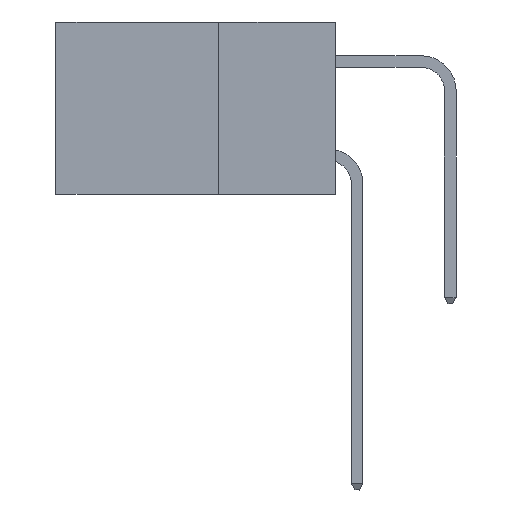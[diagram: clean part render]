
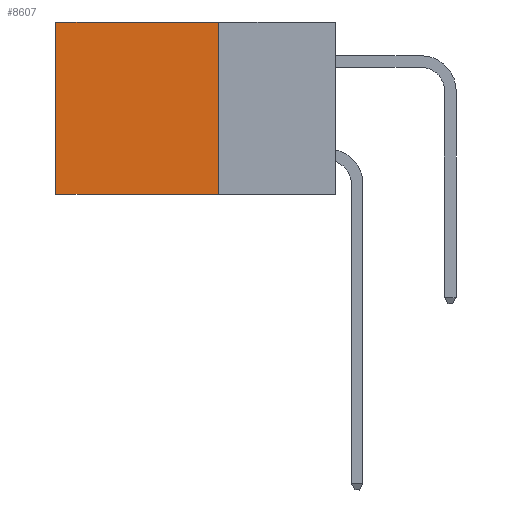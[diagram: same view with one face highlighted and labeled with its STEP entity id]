
A CAD part, left-side view. The second image highlights one B-rep face of the part: STEP entity #8607.
In plain terms, the highlighted planar face has unit normal (-1, 0, 0).
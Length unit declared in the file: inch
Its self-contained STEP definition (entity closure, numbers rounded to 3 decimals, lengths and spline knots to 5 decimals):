
#338 = ORIENTED_EDGE ( 'NONE', *, *, #7910, .T. ) ;
#579 = VERTEX_POINT ( 'NONE', #12351 ) ;
#2164 = CARTESIAN_POINT ( 'NONE',  ( 0.2875, 0.25, 0. ) ) ;
#2625 = EDGE_CURVE ( 'NONE', #7871, #12861, #4939, .T. ) ;
#3046 = AXIS2_PLACEMENT_3D ( 'NONE', #7319, #7255, #8301 ) ;
#3051 = VECTOR ( 'NONE', #3656, 39.37008 ) ;
#3197 = PLANE ( 'NONE',  #3046 ) ;
#3483 = CARTESIAN_POINT ( 'NONE',  ( 0.2875, 0.6, 0. ) ) ;
#3536 = ORIENTED_EDGE ( 'NONE', *, *, #7016, .F. ) ;
#3656 = DIRECTION ( 'NONE',  ( 0., 0., -1. ) ) ;
#3877 = VECTOR ( 'NONE', #4184, 39.37008 ) ;
#4088 = VERTEX_POINT ( 'NONE', #8791 ) ;
#4184 = DIRECTION ( 'NONE',  ( 0., 1., 0. ) ) ;
#4441 = LINE ( 'NONE', #12519, #3051 ) ;
#4939 = LINE ( 'NONE', #7959, #12095 ) ;
#5217 = ORIENTED_EDGE ( 'NONE', *, *, #2625, .F. ) ;
#6544 = LINE ( 'NONE', #3483, #11477 ) ;
#7016 = EDGE_CURVE ( 'NONE', #579, #7871, #4441, .T. ) ;
#7130 = LINE ( 'NONE', #2164, #3877 ) ;
#7255 = DIRECTION ( 'NONE',  ( 1., 0., 0. ) ) ;
#7319 = CARTESIAN_POINT ( 'NONE',  ( 0.2875, 0.25, 0. ) ) ;
#7630 = CARTESIAN_POINT ( 'NONE',  ( 0.2875, 0.6, -0.37 ) ) ;
#7871 = VERTEX_POINT ( 'NONE', #11545 ) ;
#7910 = EDGE_CURVE ( 'NONE', #4088, #12861, #6544, .T. ) ;
#7959 = CARTESIAN_POINT ( 'NONE',  ( 0.2875, 0.25, -0.37 ) ) ;
#8301 = DIRECTION ( 'NONE',  ( 0., 0., -1. ) ) ;
#8607 = ADVANCED_FACE ( 'NONE', ( #10340 ), #3197, .F. ) ;
#8791 = CARTESIAN_POINT ( 'NONE',  ( 0.2875, 0.6, 0. ) ) ;
#10340 = FACE_OUTER_BOUND ( 'NONE', #11365, .T. ) ;
#10985 = EDGE_CURVE ( 'NONE', #579, #4088, #7130, .T. ) ;
#11165 = DIRECTION ( 'NONE',  ( 0., 1., 0. ) ) ;
#11365 = EDGE_LOOP ( 'NONE', ( #338, #5217, #3536, #12010 ) ) ;
#11477 = VECTOR ( 'NONE', #12595, 39.37008 ) ;
#11545 = CARTESIAN_POINT ( 'NONE',  ( 0.2875, 0.25, -0.37 ) ) ;
#12010 = ORIENTED_EDGE ( 'NONE', *, *, #10985, .T. ) ;
#12095 = VECTOR ( 'NONE', #11165, 39.37008 ) ;
#12351 = CARTESIAN_POINT ( 'NONE',  ( 0.2875, 0.25, 0. ) ) ;
#12519 = CARTESIAN_POINT ( 'NONE',  ( 0.2875, 0.25, 0. ) ) ;
#12595 = DIRECTION ( 'NONE',  ( 0., 0., -1. ) ) ;
#12861 = VERTEX_POINT ( 'NONE', #7630 ) ;
